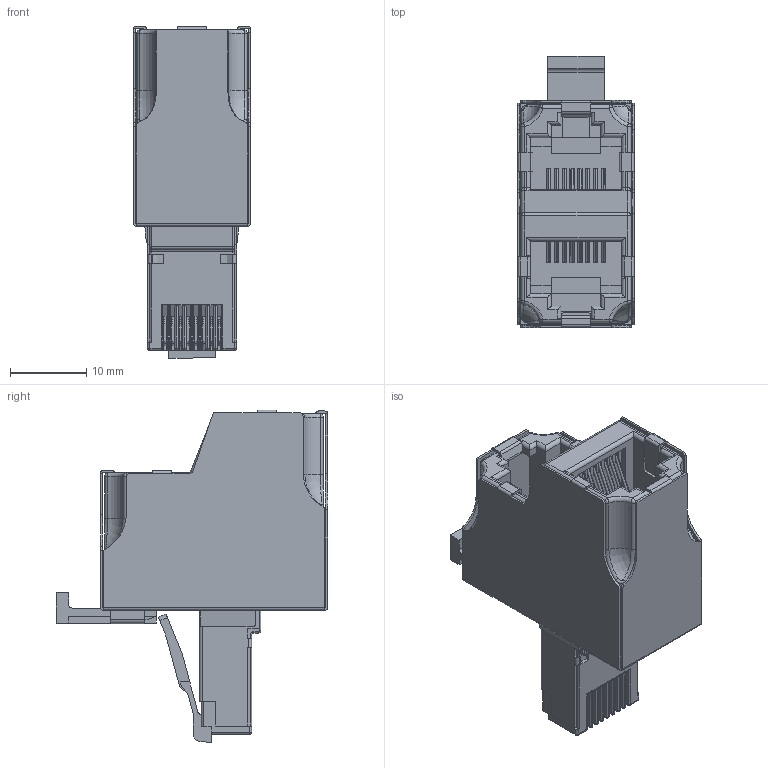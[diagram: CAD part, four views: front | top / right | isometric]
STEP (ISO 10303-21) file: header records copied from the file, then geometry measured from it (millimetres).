
FILE_DESCRIPTION (( 'STEP AP214' ), '1' );
FILE_NAME ('SV2-CN3-CON-2.STEP', '2021-02-10T13:27:17', ( '' ), ( '' ), 'SwSTEP 2.0', 'SolidWorks 2017', '' );
FILE_SCHEMA (( 'AUTOMOTIVE_DESIGN' ));
Length unit declared in the file: inch
Products named in the file (1): SV2-CN3-CON-2
Bounding box: 15.34 x 35.63 x 43.61 mm (x, y, z)
Volume: 5924.5 mm3; surface area: 15164 mm2
Topology: 16 solids, 16 shells, 1885 faces, 5197 edges, 3286 vertices
Faces by surface type: plane 1204, cylinder 499, bspline 134, torus 34, sphere 14
Entity records: 62696 total; most frequent: CARTESIAN_POINT 14933, ORIENTED_EDGE 10388, DIRECTION 9393, EDGE_CURVE 5194, LINE 3913, VECTOR 3913, VERTEX_POINT 3286, AXIS2_PLACEMENT_3D 2740
